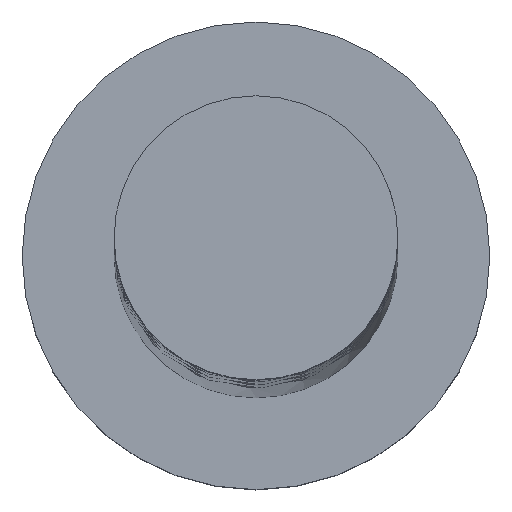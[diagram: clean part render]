
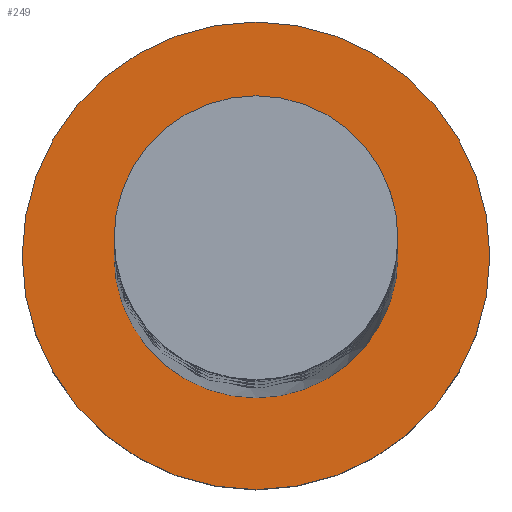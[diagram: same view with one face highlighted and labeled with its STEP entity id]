
A CAD part, top view. The second image highlights one B-rep face of the part: STEP entity #249.
In plain terms, the highlighted planar face has unit normal (0, 0, 1).
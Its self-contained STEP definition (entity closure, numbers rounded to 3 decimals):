
#10 = EDGE_LOOP ( 'NONE', ( #1487, #598 ) ) ;
#13 = CARTESIAN_POINT ( 'NONE',  ( 0., 0., 5. ) ) ;
#67 = ORIENTED_EDGE ( 'NONE', *, *, #135, .T. ) ;
#99 = DIRECTION ( 'NONE',  ( 1., 0., 0. ) ) ;
#120 = DIRECTION ( 'NONE',  ( 1., 0., 0. ) ) ;
#132 = DIRECTION ( 'NONE',  ( 0., 0., 1. ) ) ;
#135 = EDGE_CURVE ( 'NONE', #652, #1527, #944, .T. ) ;
#169 = DIRECTION ( 'NONE',  ( 1., 0., 0. ) ) ;
#249 = ADVANCED_FACE ( 'NONE', ( #660, #622 ), #302, .T. ) ;
#260 = CARTESIAN_POINT ( 'NONE',  ( -4.25, 0., 5. ) ) ;
#302 = PLANE ( 'NONE',  #1195 ) ;
#394 = CIRCLE ( 'NONE', #1857, 4.25 ) ;
#487 = EDGE_LOOP ( 'NONE', ( #510, #67 ) ) ;
#509 = AXIS2_PLACEMENT_3D ( 'NONE', #1432, #1443, #672 ) ;
#510 = ORIENTED_EDGE ( 'NONE', *, *, #1221, .T. ) ;
#545 = CIRCLE ( 'NONE', #1886, 7. ) ;
#598 = ORIENTED_EDGE ( 'NONE', *, *, #1050, .F. ) ;
#622 = FACE_OUTER_BOUND ( 'NONE', #487, .T. ) ;
#652 = VERTEX_POINT ( 'NONE', #1672 ) ;
#660 = FACE_BOUND ( 'NONE', #10, .T. ) ;
#672 = DIRECTION ( 'NONE',  ( 1., 0., 0. ) ) ;
#823 = EDGE_CURVE ( 'NONE', #1587, #1652, #394, .T. ) ;
#897 = DIRECTION ( 'NONE',  ( 0., 0., 1. ) ) ;
#913 = AXIS2_PLACEMENT_3D ( 'NONE', #1046, #132, #169 ) ;
#944 = CIRCLE ( 'NONE', #509, 7. ) ;
#960 = CARTESIAN_POINT ( 'NONE',  ( 0., 0., 5. ) ) ;
#1046 = CARTESIAN_POINT ( 'NONE',  ( 0., 0., 5. ) ) ;
#1050 = EDGE_CURVE ( 'NONE', #1652, #1587, #1258, .T. ) ;
#1192 = CARTESIAN_POINT ( 'NONE',  ( 0., 0., 5. ) ) ;
#1195 = AXIS2_PLACEMENT_3D ( 'NONE', #13, #1849, #120 ) ;
#1221 = EDGE_CURVE ( 'NONE', #1527, #652, #545, .T. ) ;
#1258 = CIRCLE ( 'NONE', #913, 4.25 ) ;
#1290 = CARTESIAN_POINT ( 'NONE',  ( 4.25, 0., 5. ) ) ;
#1432 = CARTESIAN_POINT ( 'NONE',  ( 0., 0., 5. ) ) ;
#1443 = DIRECTION ( 'NONE',  ( 0., 0., 1. ) ) ;
#1487 = ORIENTED_EDGE ( 'NONE', *, *, #823, .F. ) ;
#1527 = VERTEX_POINT ( 'NONE', #1734 ) ;
#1556 = DIRECTION ( 'NONE',  ( 0., 0., 1. ) ) ;
#1587 = VERTEX_POINT ( 'NONE', #260 ) ;
#1652 = VERTEX_POINT ( 'NONE', #1290 ) ;
#1672 = CARTESIAN_POINT ( 'NONE',  ( 7., 0., 5. ) ) ;
#1734 = CARTESIAN_POINT ( 'NONE',  ( -7., 0., 5. ) ) ;
#1794 = DIRECTION ( 'NONE',  ( 1., 0., 0. ) ) ;
#1849 = DIRECTION ( 'NONE',  ( 0., 0., 1. ) ) ;
#1857 = AXIS2_PLACEMENT_3D ( 'NONE', #960, #1556, #99 ) ;
#1886 = AXIS2_PLACEMENT_3D ( 'NONE', #1192, #897, #1794 ) ;
